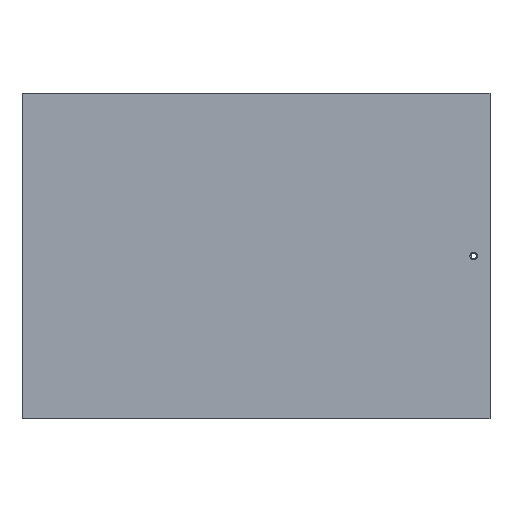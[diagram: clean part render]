
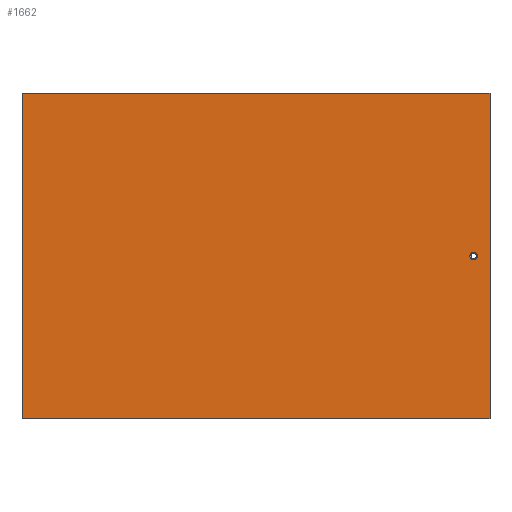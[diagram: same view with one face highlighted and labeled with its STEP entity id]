
A CAD part, front view. The second image highlights one B-rep face of the part: STEP entity #1662.
In plain terms, the highlighted planar face has unit normal (0, -1, 0).
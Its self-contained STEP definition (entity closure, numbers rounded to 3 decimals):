
#35 = DIRECTION ( 'NONE',  ( 1., 0., 0. ) ) ;
#36 = CARTESIAN_POINT ( 'NONE',  ( 416., 0., -149. ) ) ;
#39 = DIRECTION ( 'NONE',  ( 0., -1., 0. ) ) ;
#41 = DIRECTION ( 'NONE',  ( 0., 0., -1. ) ) ;
#49 = CARTESIAN_POINT ( 'NONE',  ( 0., 0., -299. ) ) ;
#58 = CARTESIAN_POINT ( 'NONE',  ( 431., 0., 1. ) ) ;
#64 = CARTESIAN_POINT ( 'NONE',  ( 0., 0., 1. ) ) ;
#66 = DIRECTION ( 'NONE',  ( 1., 0., 0. ) ) ;
#74 = DIRECTION ( 'NONE',  ( 0., 0., -1. ) ) ;
#322 = AXIS2_PLACEMENT_3D ( 'NONE', #847, #841, #840 ) ;
#369 = AXIS2_PLACEMENT_3D ( 'NONE', #36, #39, #41 ) ;
#420 = EDGE_CURVE ( 'NONE', #1584, #1584, #609, .T. ) ;
#421 = EDGE_CURVE ( 'NONE', #1180, #1040, #613, .T. ) ;
#422 = EDGE_CURVE ( 'NONE', #1058, #1071, #611, .T. ) ;
#423 = EDGE_CURVE ( 'NONE', #1071, #1040, #612, .T. ) ;
#444 = ORIENTED_EDGE ( 'NONE', *, *, #422, .F. ) ;
#456 = ORIENTED_EDGE ( 'NONE', *, *, #421, .T. ) ;
#609 = CIRCLE ( 'NONE', #369, 3.5 ) ;
#611 = LINE ( 'NONE', #64, #614 ) ;
#612 = LINE ( 'NONE', #58, #618 ) ;
#613 = LINE ( 'NONE', #49, #615 ) ;
#614 = VECTOR ( 'NONE', #35, 1000. ) ;
#615 = VECTOR ( 'NONE', #66, 1000. ) ;
#618 = VECTOR ( 'NONE', #74, 1000. ) ;
#710 = DIRECTION ( 'NONE',  ( 0., 0., -1. ) ) ;
#722 = CARTESIAN_POINT ( 'NONE',  ( 0., 0., 1. ) ) ;
#755 = CARTESIAN_POINT ( 'NONE',  ( 0., 0., -299. ) ) ;
#838 = CARTESIAN_POINT ( 'NONE',  ( 431., 0., 1. ) ) ;
#840 = DIRECTION ( 'NONE',  ( 0., 0., 1. ) ) ;
#841 = DIRECTION ( 'NONE',  ( 0., 1., 0. ) ) ;
#844 = PLANE ( 'NONE',  #322 ) ;
#847 = CARTESIAN_POINT ( 'NONE',  ( 0., 0., 1. ) ) ;
#873 = CARTESIAN_POINT ( 'NONE',  ( 0., 0., 1. ) ) ;
#925 = CARTESIAN_POINT ( 'NONE',  ( 431., 0., -299. ) ) ;
#1040 = VERTEX_POINT ( 'NONE', #925 ) ;
#1058 = VERTEX_POINT ( 'NONE', #873 ) ;
#1071 = VERTEX_POINT ( 'NONE', #838 ) ;
#1083 = EDGE_LOOP ( 'NONE', ( #1790 ) ) ;
#1086 = EDGE_LOOP ( 'NONE', ( #1822, #456, #1824, #444 ) ) ;
#1180 = VERTEX_POINT ( 'NONE', #755 ) ;
#1252 = CARTESIAN_POINT ( 'NONE',  ( 416., 0., -152.5 ) ) ;
#1584 = VERTEX_POINT ( 'NONE', #1252 ) ;
#1662 = ADVANCED_FACE ( 'NONE', ( #1925, #1933 ), #844, .F. ) ;
#1691 = EDGE_CURVE ( 'NONE', #1058, #1180, #1975, .T. ) ;
#1790 = ORIENTED_EDGE ( 'NONE', *, *, #420, .F. ) ;
#1822 = ORIENTED_EDGE ( 'NONE', *, *, #1691, .T. ) ;
#1824 = ORIENTED_EDGE ( 'NONE', *, *, #423, .F. ) ;
#1925 = FACE_BOUND ( 'NONE', #1083, .T. ) ;
#1933 = FACE_OUTER_BOUND ( 'NONE', #1086, .T. ) ;
#1975 = LINE ( 'NONE', #722, #1985 ) ;
#1985 = VECTOR ( 'NONE', #710, 1000. ) ;
